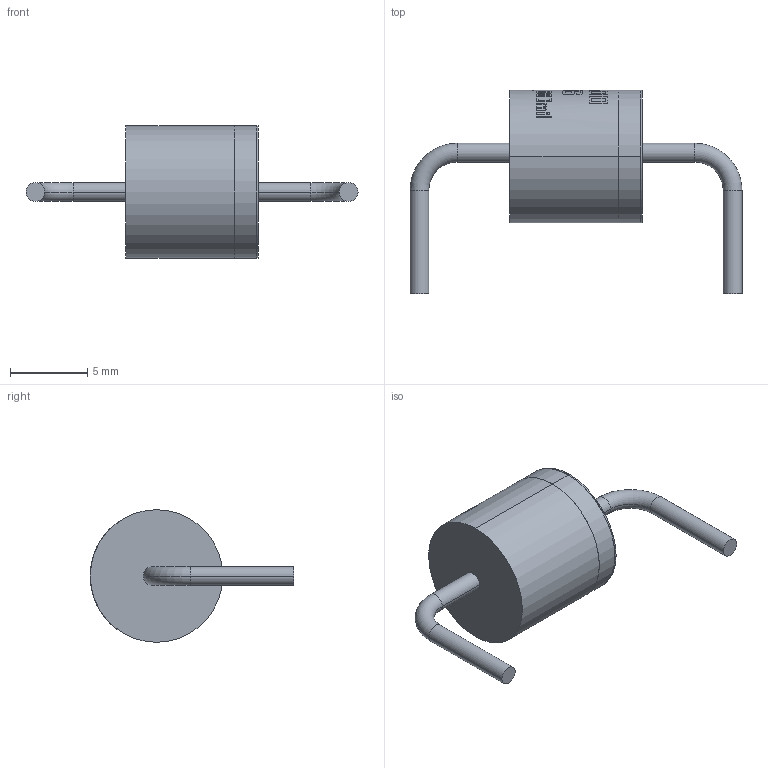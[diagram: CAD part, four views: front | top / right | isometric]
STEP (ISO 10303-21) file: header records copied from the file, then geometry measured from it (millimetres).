
FILE_DESCRIPTION (( 'STEP AP214' ), '1' );
FILE_NAME ('R-6_Min_size_800mil_rev1.0.STEP', '2023-03-16T23:18:38', ( '' ), ( '' ), 'SwSTEP 2.0', 'SolidWorks 2020', '' );
FILE_SCHEMA (( 'AUTOMOTIVE_DESIGN' ));
Length unit declared in the file: millimetre
Products named in the file (1): R-6_Min_size_800mil_rev1.0
Bounding box: 21.54 x 13.2 x 8.6 mm (x, y, z)
Volume: 531.8 mm3; surface area: 456 mm2
Topology: 1 solids, 1 shells, 61 faces, 331 edges, 313 vertices
Faces by surface type: cylinder 51, plane 6, torus 4
Entity records: 5019 total; most frequent: CARTESIAN_POINT 1555, ORIENTED_EDGE 662, DIRECTION 490, EDGE_CURVE 331, VERTEX_POINT 313, AXIS2_PLACEMENT_3D 188, CIRCLE 126, VECTOR 114
